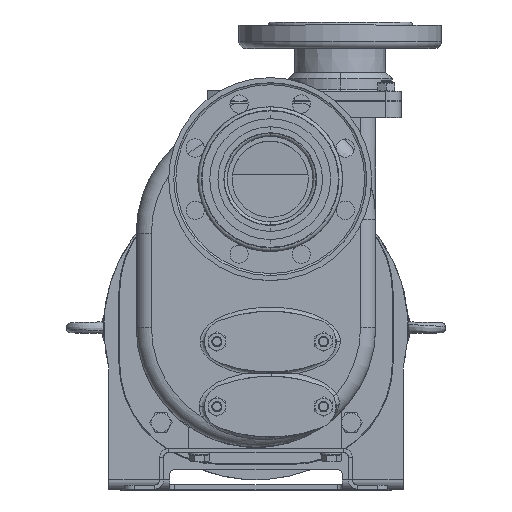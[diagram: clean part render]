
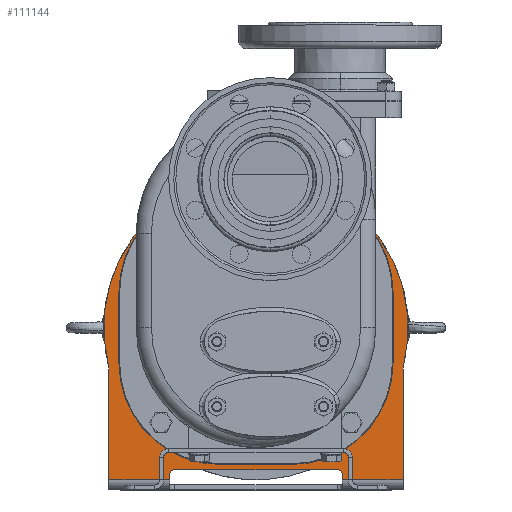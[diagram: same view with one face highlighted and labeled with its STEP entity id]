
A CAD part, top view. The second image highlights one B-rep face of the part: STEP entity #111144.
In plain terms, the highlighted planar face has unit normal (0, 0, 1).
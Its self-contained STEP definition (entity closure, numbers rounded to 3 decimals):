
#17984=CARTESIAN_POINT('',(-165.,77.073,-419.));
#17985=DIRECTION('',(0.,0.,-1.));
#17986=DIRECTION('',(0.971,0.241,0.));
#17987=AXIS2_PLACEMENT_3D('',#17984,#17985,#17986);
#17989=CARTESIAN_POINT('',(0.,118.,-419.));
#17990=DIRECTION('',(0.,0.,-1.));
#17991=DIRECTION('',(-0.971,-0.241,0.));
#17992=AXIS2_PLACEMENT_3D('',#17989,#17990,#17991);
#17994=DIRECTION('',(0.,-1.,0.));
#17995=VECTOR('',#17994,109.073);
#17996=CARTESIAN_POINT('',(145.,77.073,-419.));
#17997=LINE('',#17996,#17995);
#17998=DIRECTION('',(0.,1.,0.));
#17999=VECTOR('',#17998,5.);
#18000=CARTESIAN_POINT('',(85.,-32.,-419.));
#18001=LINE('',#18000,#17999);
#18002=DIRECTION('',(-1.,0.,0.));
#18003=VECTOR('',#18002,160.);
#18004=CARTESIAN_POINT('',(80.,-22.,-419.));
#18005=LINE('',#18004,#18003);
#18006=DIRECTION('',(0.,1.,0.));
#18007=VECTOR('',#18006,5.);
#18008=CARTESIAN_POINT('',(-85.,-32.,-419.));
#18009=LINE('',#18008,#18007);
#18010=DIRECTION('',(0.,1.,0.));
#18011=VECTOR('',#18010,109.073);
#18012=CARTESIAN_POINT('',(-145.,-32.,-419.));
#18013=LINE('',#18012,#18011);
#18019=CARTESIAN_POINT('',(165.,77.073,-419.));
#18020=DIRECTION('',(0.,0.,-1.));
#18021=DIRECTION('',(-1.,0.,0.));
#18022=AXIS2_PLACEMENT_3D('',#18019,#18020,#18021);
#18063=CARTESIAN_POINT('',(-80.,-27.,-419.));
#18064=DIRECTION('',(0.,0.,-1.));
#18065=DIRECTION('',(-1.,0.,0.));
#18066=AXIS2_PLACEMENT_3D('',#18063,#18064,#18065);
#18116=DIRECTION('',(1.,0.,0.));
#18117=VECTOR('',#18116,60.);
#18118=CARTESIAN_POINT('',(-145.,-32.,-419.));
#18119=LINE('',#18118,#18117);
#18331=DIRECTION('',(1.,0.,0.));
#18332=VECTOR('',#18331,60.);
#18333=CARTESIAN_POINT('',(85.,-32.,-419.));
#18334=LINE('',#18333,#18332);
#18377=CARTESIAN_POINT('',(80.,-27.,-419.));
#18378=DIRECTION('',(0.,0.,-1.));
#18379=DIRECTION('',(0.,1.,0.));
#18380=AXIS2_PLACEMENT_3D('',#18377,#18378,#18379);
#18422=CARTESIAN_POINT('',(35.,153.,-419.));
#18423=DIRECTION('',(0.,0.,1.));
#18424=DIRECTION('',(1.,0.,0.));
#18425=AXIS2_PLACEMENT_3D('',#18422,#18423,#18424);
#18436=DIRECTION('',(0.,1.,0.));
#18437=VECTOR('',#18436,70.);
#18438=CARTESIAN_POINT('',(135.,83.,-419.));
#18439=LINE('',#18438,#18437);
#18448=CARTESIAN_POINT('',(35.,83.,-419.));
#18449=DIRECTION('',(0.,0.,1.));
#18450=DIRECTION('',(0.,-1.,0.));
#18451=AXIS2_PLACEMENT_3D('',#18448,#18449,#18450);
#18462=DIRECTION('',(1.,0.,0.));
#18463=VECTOR('',#18462,70.);
#18464=CARTESIAN_POINT('',(-35.,-17.,-419.));
#18465=LINE('',#18464,#18463);
#18474=CARTESIAN_POINT('',(-35.,83.,-419.));
#18475=DIRECTION('',(0.,0.,1.));
#18476=DIRECTION('',(-1.,0.,0.));
#18477=AXIS2_PLACEMENT_3D('',#18474,#18475,#18476);
#18488=DIRECTION('',(0.,-1.,0.));
#18489=VECTOR('',#18488,70.);
#18490=CARTESIAN_POINT('',(-135.,153.,-419.));
#18491=LINE('',#18490,#18489);
#18500=CARTESIAN_POINT('',(-35.,153.,-419.));
#18501=DIRECTION('',(0.,0.,1.));
#18502=DIRECTION('',(0.,1.,0.));
#18503=AXIS2_PLACEMENT_3D('',#18500,#18501,#18502);
#18514=DIRECTION('',(-1.,0.,0.));
#18515=VECTOR('',#18514,70.);
#18516=CARTESIAN_POINT('',(35.,253.,-419.));
#18517=LINE('',#18516,#18515);
#81958=CARTESIAN_POINT('',(-80.,-22.,-419.));
#81960=VERTEX_POINT('',#81958);
#81962=CARTESIAN_POINT('',(-85.,-27.,-419.));
#81964=VERTEX_POINT('',#81962);
#81974=CARTESIAN_POINT('',(85.,-27.,-419.));
#81976=VERTEX_POINT('',#81974);
#81978=CARTESIAN_POINT('',(80.,-22.,-419.));
#81980=VERTEX_POINT('',#81978);
#81989=CARTESIAN_POINT('',(-85.,-32.,-419.));
#81990=VERTEX_POINT('',#81989);
#81991=CARTESIAN_POINT('',(85.,-32.,-419.));
#81992=VERTEX_POINT('',#81991);
#81997=CARTESIAN_POINT('',(145.,77.073,-419.));
#81998=CARTESIAN_POINT('',(145.,-32.,-419.));
#81999=VERTEX_POINT('',#81997);
#82000=VERTEX_POINT('',#81998);
#82005=CARTESIAN_POINT('',(-145.,-32.,-419.));
#82006=CARTESIAN_POINT('',(-145.,77.073,-419.));
#82007=VERTEX_POINT('',#82005);
#82008=VERTEX_POINT('',#82006);
#82013=CARTESIAN_POINT('',(-145.588,81.888,-419.));
#82014=VERTEX_POINT('',#82013);
#82015=CARTESIAN_POINT('',(145.588,81.888,-419.));
#82016=VERTEX_POINT('',#82015);
#82017=CARTESIAN_POINT('',(135.,153.,-419.));
#82018=CARTESIAN_POINT('',(35.,253.,-419.));
#82019=VERTEX_POINT('',#82017);
#82020=VERTEX_POINT('',#82018);
#82021=CARTESIAN_POINT('',(-35.,253.,-419.));
#82022=VERTEX_POINT('',#82021);
#82023=CARTESIAN_POINT('',(-135.,153.,-419.));
#82024=VERTEX_POINT('',#82023);
#82025=CARTESIAN_POINT('',(-135.,83.,-419.));
#82026=VERTEX_POINT('',#82025);
#82027=CARTESIAN_POINT('',(-35.,-17.,-419.));
#82028=VERTEX_POINT('',#82027);
#82029=CARTESIAN_POINT('',(35.,-17.,-419.));
#82030=VERTEX_POINT('',#82029);
#82031=CARTESIAN_POINT('',(135.,83.,-419.));
#82032=VERTEX_POINT('',#82031);
#111097=CARTESIAN_POINT('',(0.,118.,-419.));
#111098=DIRECTION('',(0.,0.,-1.));
#111099=DIRECTION('',(-1.,0.,0.));
#111100=AXIS2_PLACEMENT_3D('',#111097,#111098,#111099);
#111101=PLANE('',#111100);
#111102=ORIENTED_EDGE('',*,*,#110997,.T.);
#111104=ORIENTED_EDGE('',*,*,#111103,.F.);
#111106=ORIENTED_EDGE('',*,*,#111105,.T.);
#111108=ORIENTED_EDGE('',*,*,#111107,.F.);
#111110=ORIENTED_EDGE('',*,*,#111109,.T.);
#111112=ORIENTED_EDGE('',*,*,#111111,.F.);
#111114=ORIENTED_EDGE('',*,*,#111113,.T.);
#111116=ORIENTED_EDGE('',*,*,#111115,.F.);
#111118=ORIENTED_EDGE('',*,*,#111117,.F.);
#111120=ORIENTED_EDGE('',*,*,#111119,.F.);
#111122=ORIENTED_EDGE('',*,*,#111121,.T.);
#111123=ORIENTED_EDGE('',*,*,#111090,.F.);
#111124=EDGE_LOOP('',(#111102,#111104,#111106,#111108,#111110,#111112,#111114,
#111116,#111118,#111120,#111122,#111123));
#111125=FACE_OUTER_BOUND('',#111124,.F.);
#111127=ORIENTED_EDGE('',*,*,#111126,.T.);
#111129=ORIENTED_EDGE('',*,*,#111128,.T.);
#111131=ORIENTED_EDGE('',*,*,#111130,.T.);
#111133=ORIENTED_EDGE('',*,*,#111132,.T.);
#111135=ORIENTED_EDGE('',*,*,#111134,.T.);
#111137=ORIENTED_EDGE('',*,*,#111136,.T.);
#111139=ORIENTED_EDGE('',*,*,#111138,.T.);
#111141=ORIENTED_EDGE('',*,*,#111140,.T.);
#111142=EDGE_LOOP('',(#111127,#111129,#111131,#111133,#111135,#111137,#111139,
#111141));
#111143=FACE_BOUND('',#111142,.F.);
#111144=ADVANCED_FACE('',(#111125,#111143),#111101,.F.);
#17988=CIRCLE('',#17987,20.);
#17993=CIRCLE('',#17992,150.);
#18023=CIRCLE('',#18022,20.);
#18067=CIRCLE('',#18066,5.);
#18381=CIRCLE('',#18380,5.);
#18426=CIRCLE('',#18425,100.);
#18452=CIRCLE('',#18451,100.);
#18478=CIRCLE('',#18477,100.);
#18504=CIRCLE('',#18503,100.);
#110997=EDGE_CURVE('',#82014,#82016,#17993,.T.);
#111090=EDGE_CURVE('',#82014,#82008,#17988,.T.);
#111103=EDGE_CURVE('',#81999,#82016,#18023,.T.);
#111105=EDGE_CURVE('',#81999,#82000,#17997,.T.);
#111107=EDGE_CURVE('',#81992,#82000,#18334,.T.);
#111109=EDGE_CURVE('',#81992,#81976,#18001,.T.);
#111111=EDGE_CURVE('',#81980,#81976,#18381,.T.);
#111113=EDGE_CURVE('',#81980,#81960,#18005,.T.);
#111115=EDGE_CURVE('',#81964,#81960,#18067,.T.);
#111117=EDGE_CURVE('',#81990,#81964,#18009,.T.);
#111119=EDGE_CURVE('',#82007,#81990,#18119,.T.);
#111121=EDGE_CURVE('',#82007,#82008,#18013,.T.);
#111126=EDGE_CURVE('',#82019,#82020,#18426,.T.);
#111128=EDGE_CURVE('',#82020,#82022,#18517,.T.);
#111130=EDGE_CURVE('',#82022,#82024,#18504,.T.);
#111132=EDGE_CURVE('',#82024,#82026,#18491,.T.);
#111134=EDGE_CURVE('',#82026,#82028,#18478,.T.);
#111136=EDGE_CURVE('',#82028,#82030,#18465,.T.);
#111138=EDGE_CURVE('',#82030,#82032,#18452,.T.);
#111140=EDGE_CURVE('',#82032,#82019,#18439,.T.);
